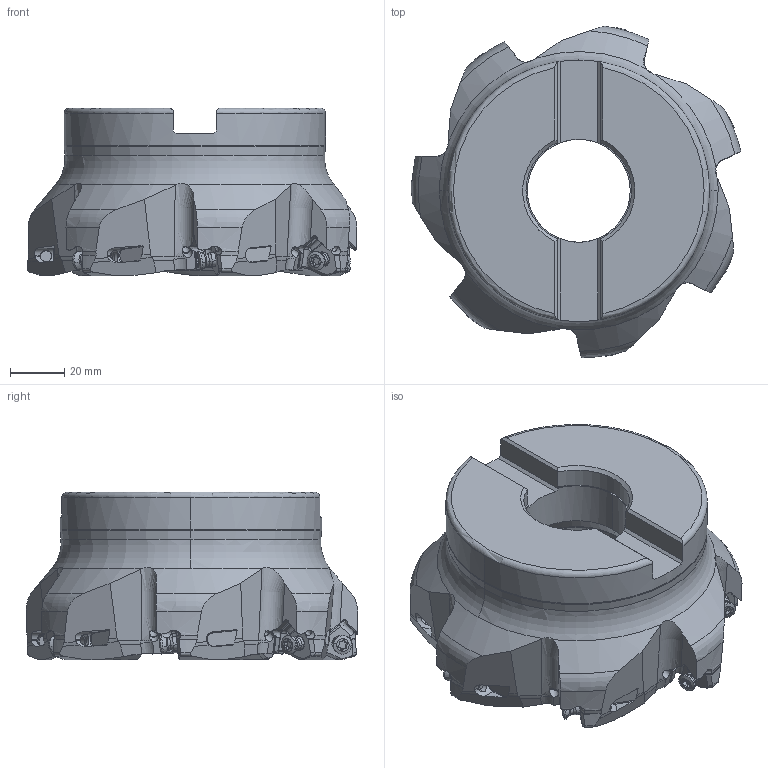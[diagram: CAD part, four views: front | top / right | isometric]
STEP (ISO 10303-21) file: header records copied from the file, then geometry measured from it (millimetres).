
FILE_DESCRIPTION(/* description */ (''),/* implementation_level */ '2;1');
FILE_NAME(/* name */ 'WJX14UR5_0007EA.stp',/* time_stamp */ '2019-02-12T19:00:03+09:00',/* author */ (''),/* organization */ (''),/* preprocessor_version */ 'ST-DEVELOPER v16',/* originating_system */ 'SIEMENS PLM Software NX 10.0',/* authorisation */ '');
FILE_SCHEMA (('AUTOMOTIVE_DESIGN { 1 0 10303 214 3 1 1 1 }'));
Products named in the file (1): WJX14UR5_0007EA_ASM
Bounding box: 122.04 x 122.69 x 62.2 mm (x, y, z)
Volume: 404651.7 mm3; surface area: 52538.7 mm2
Topology: 8 solids, 8 shells, 1019 faces, 2868 edges, 1824 vertices
Faces by surface type: cylinder 348, plane 321, torus 93, bspline 91, cone 89, sphere 77
Entity records: 46362 total; most frequent: CARTESIAN_POINT 21568, ORIENTED_EDGE 5630, DIRECTION 4602, EDGE_CURVE 2815, AXIS2_PLACEMENT_3D 1841, VERTEX_POINT 1812, EDGE_LOOP 1049, ADVANCED_FACE 1019
